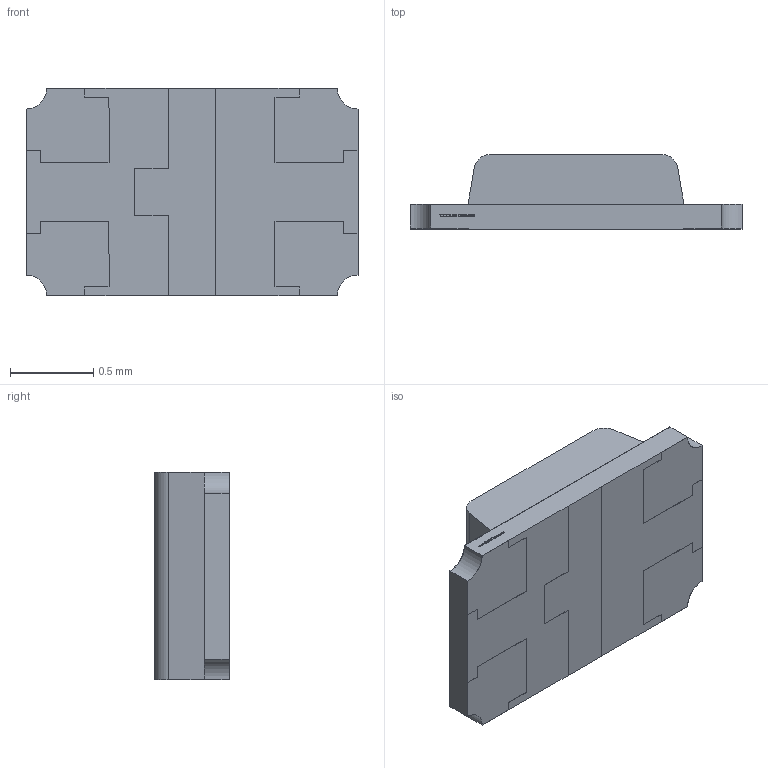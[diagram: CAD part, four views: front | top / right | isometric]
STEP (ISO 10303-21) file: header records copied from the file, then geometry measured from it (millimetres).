
FILE_DESCRIPTION (( 'STEP AP214' ), '1' );
FILE_NAME ('XZxxxx54W-4.STEP', '2015-09-11T16:31:14', ( '' ), ( '' ), 'SwSTEP 2.0', 'SolidWorks 2012', '' );
FILE_SCHEMA (( 'AUTOMOTIVE_DESIGN' ));
Length unit declared in the file: millimetre
Products named in the file (1): XZxxxx54W-4
Bounding box: 2 x 0.45 x 1.25 mm (x, y, z)
Volume: 0.8 mm3; surface area: 12.7 mm2
Topology: 11 solids, 11 shells, 340 faces, 894 edges, 596 vertices
Faces by surface type: plane 219, bspline 99, cylinder 22
Entity records: 18102 total; most frequent: CARTESIAN_POINT 7186, ORIENTED_EDGE 1788, DIRECTION 1224, EDGE_CURVE 894, VECTOR 652, LINE 652, VERTEX_POINT 596, EDGE_LOOP 360
